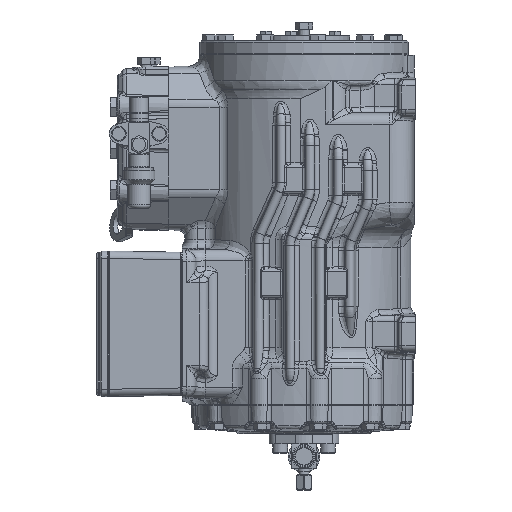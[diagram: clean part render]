
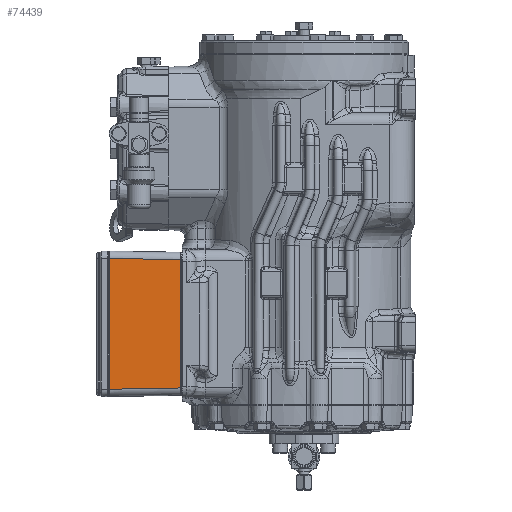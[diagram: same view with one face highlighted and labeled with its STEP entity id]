
A CAD part, left-side view. The second image highlights one B-rep face of the part: STEP entity #74439.
In plain terms, the highlighted face is planar.
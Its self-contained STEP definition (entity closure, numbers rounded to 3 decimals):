
#1951 = CARTESIAN_POINT ( 'NONE',  ( -110., -64., 0. ) ) ;
#2580 = CARTESIAN_POINT ( 'NONE',  ( -109.991, 57.492, -0.5 ) ) ;
#17883 = VERTEX_POINT ( 'NONE', #142457 ) ;
#21142 = EDGE_CURVE ( 'NONE', #17883, #106483, #203879, .T. ) ;
#24756 = EDGE_LOOP ( 'NONE', ( #154005, #167862, #93538, #193071 ) ) ;
#28981 = FACE_OUTER_BOUND ( 'NONE', #24756, .T. ) ;
#29563 = LINE ( 'NONE', #44046, #74964 ) ;
#34121 = CARTESIAN_POINT ( 'NONE',  ( -108.891, -64., -63.517 ) ) ;
#44046 = CARTESIAN_POINT ( 'NONE',  ( -110.002, -57.503, 0.113 ) ) ;
#48193 = LINE ( 'NONE', #2580, #146852 ) ;
#48290 = AXIS2_PLACEMENT_3D ( 'NONE', #1951, #114897, #65171 ) ;
#65171 = DIRECTION ( 'NONE',  ( -0.017, 0., 1. ) ) ;
#74439 = ADVANCED_FACE ( 'NONE', ( #28981 ), #76631, .T. ) ;
#74964 = VECTOR ( 'NONE', #90678, 1000. ) ;
#76631 = PLANE ( 'NONE',  #48290 ) ;
#81740 = CARTESIAN_POINT ( 'NONE',  ( -109.991, 57.499, -0.5 ) ) ;
#90678 = DIRECTION ( 'NONE',  ( 0.017, 0.017, -1. ) ) ;
#93538 = ORIENTED_EDGE ( 'NONE', *, *, #161025, .F. ) ;
#106483 = VERTEX_POINT ( 'NONE', #114358 ) ;
#113478 = VECTOR ( 'NONE', #140083, 1000. ) ;
#114358 = CARTESIAN_POINT ( 'NONE',  ( -109.991, -57.492, -0.5 ) ) ;
#114897 = DIRECTION ( 'NONE',  ( -1., 0., -0.017 ) ) ;
#116930 = VECTOR ( 'NONE', #144883, 1000. ) ;
#140083 = DIRECTION ( 'NONE',  ( 0., -1., 0. ) ) ;
#140838 = VERTEX_POINT ( 'NONE', #199785 ) ;
#142457 = CARTESIAN_POINT ( 'NONE',  ( -109.991, 57.492, -0.5 ) ) ;
#144883 = DIRECTION ( 'NONE',  ( 0., -1., 0. ) ) ;
#146852 = VECTOR ( 'NONE', #191027, 1000. ) ;
#147451 = EDGE_CURVE ( 'NONE', #17883, #197171, #48193, .T. ) ;
#154005 = ORIENTED_EDGE ( 'NONE', *, *, #147451, .T. ) ;
#157449 = EDGE_CURVE ( 'NONE', #197171, #140838, #197132, .T. ) ;
#161025 = EDGE_CURVE ( 'NONE', #106483, #140838, #29563, .T. ) ;
#167862 = ORIENTED_EDGE ( 'NONE', *, *, #157449, .T. ) ;
#181539 = CARTESIAN_POINT ( 'NONE',  ( -108.891, 56.392, -63.517 ) ) ;
#191027 = DIRECTION ( 'NONE',  ( 0.017, -0.017, -1. ) ) ;
#193071 = ORIENTED_EDGE ( 'NONE', *, *, #21142, .F. ) ;
#197132 = LINE ( 'NONE', #34121, #113478 ) ;
#197171 = VERTEX_POINT ( 'NONE', #181539 ) ;
#199785 = CARTESIAN_POINT ( 'NONE',  ( -108.891, -56.392, -63.517 ) ) ;
#203879 = LINE ( 'NONE', #81740, #116930 ) ;
